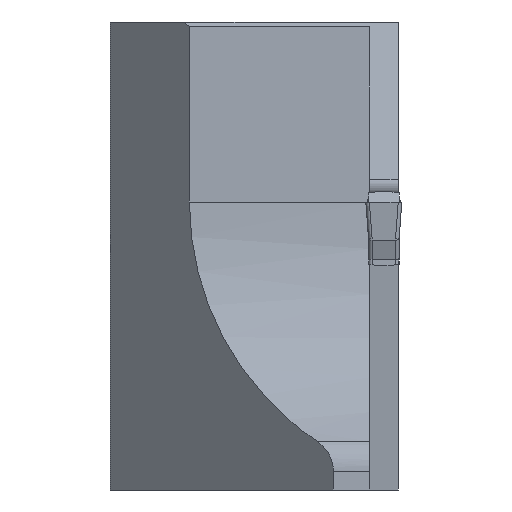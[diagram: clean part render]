
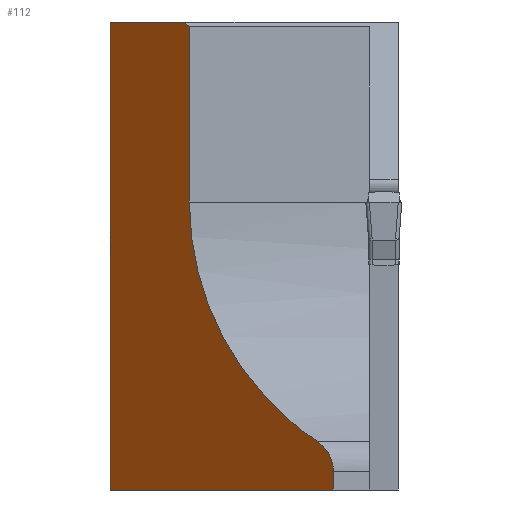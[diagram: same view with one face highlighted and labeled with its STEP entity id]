
A CAD part, left-side view. The second image highlights one B-rep face of the part: STEP entity #112.
In plain terms, the highlighted planar face has unit normal (-0.707, 0.707, 0).
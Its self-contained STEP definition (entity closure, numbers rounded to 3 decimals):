
#70=ELLIPSE('',#1275,2.828,2.);
#73=ELLIPSE('',#1295,22.627,16.);
#112=ADVANCED_FACE('',(#225),#176,.F.);
#176=PLANE('',#1299);
#225=FACE_OUTER_BOUND('',#293,.T.);
#293=EDGE_LOOP('',(#465,#466,#467,#468,#469,#470,#471,#472));
#465=ORIENTED_EDGE('',*,*,#870,.F.);
#466=ORIENTED_EDGE('',*,*,#873,.F.);
#467=ORIENTED_EDGE('',*,*,#848,.F.);
#468=ORIENTED_EDGE('',*,*,#866,.F.);
#469=ORIENTED_EDGE('',*,*,#841,.F.);
#470=ORIENTED_EDGE('',*,*,#837,.F.);
#471=ORIENTED_EDGE('',*,*,#833,.F.);
#472=ORIENTED_EDGE('',*,*,#836,.F.);
#720=VERTEX_POINT('',#1752);
#721=VERTEX_POINT('',#1754);
#722=VERTEX_POINT('',#1758);
#723=VERTEX_POINT('',#1762);
#725=VERTEX_POINT('',#1769);
#728=VERTEX_POINT('',#1780);
#729=VERTEX_POINT('',#1782);
#738=VERTEX_POINT('',#1824);
#833=EDGE_CURVE('',#720,#721,#1002,.T.);
#836=EDGE_CURVE('',#722,#720,#70,.T.);
#837=EDGE_CURVE('',#721,#723,#1005,.T.);
#841=EDGE_CURVE('',#723,#725,#1009,.T.);
#848=EDGE_CURVE('',#728,#729,#1016,.T.);
#866=EDGE_CURVE('',#725,#728,#1031,.T.);
#870=EDGE_CURVE('',#738,#722,#73,.T.);
#873=EDGE_CURVE('',#729,#738,#1036,.T.);
#1002=LINE('',#1753,#1145);
#1005=LINE('',#1761,#1148);
#1009=LINE('',#1768,#1152);
#1016=LINE('',#1781,#1159);
#1031=LINE('',#1817,#1174);
#1036=LINE('',#1831,#1179);
#1145=VECTOR('',#1401,1.);
#1148=VECTOR('',#1410,1.);
#1152=VECTOR('',#1416,1.);
#1159=VECTOR('',#1427,1.);
#1174=VECTOR('',#1466,1.);
#1179=VECTOR('',#1483,1.);
#1275=AXIS2_PLACEMENT_3D('',#1759,#1406,#1407);
#1295=AXIS2_PLACEMENT_3D('',#1825,#1476,#1477);
#1299=AXIS2_PLACEMENT_3D('',#1834,#1487,#1488);
#1401=DIRECTION('',(0.,0.,-1.));
#1406=DIRECTION('',(0.707,-0.707,0.));
#1407=DIRECTION('',(-0.707,-0.707,0.));
#1410=DIRECTION('',(0.707,0.707,0.));
#1416=DIRECTION('',(0.,0.,1.));
#1427=DIRECTION('',(-0.629,-0.629,-0.457));
#1466=DIRECTION('',(-0.707,-0.707,0.));
#1476=DIRECTION('',(-0.707,0.707,0.));
#1477=DIRECTION('',(-0.707,-0.707,0.));
#1483=DIRECTION('',(0.,0.,-1.));
#1487=DIRECTION('',(0.707,-0.707,0.));
#1488=DIRECTION('',(0.707,0.707,0.));
#1752=CARTESIAN_POINT('',(8.,3.6,-14.967));
#1753=CARTESIAN_POINT('',(8.,3.6,30.));
#1754=CARTESIAN_POINT('',(8.,3.6,-16.));
#1758=CARTESIAN_POINT('',(8.889,4.489,-13.304));
#1759=CARTESIAN_POINT('',(10.,5.6,-14.967));
#1761=CARTESIAN_POINT('',(20.4,16.,-16.));
#1762=CARTESIAN_POINT('',(20.4,16.,-16.));
#1768=CARTESIAN_POINT('',(20.4,16.,30.));
#1769=CARTESIAN_POINT('',(20.4,16.,10.));
#1780=CARTESIAN_POINT('',(16.359,11.959,10.));
#1781=CARTESIAN_POINT('',(25.305,20.905,16.499));
#1782=CARTESIAN_POINT('',(16.,11.6,9.739));
#1817=CARTESIAN_POINT('',(20.4,16.,10.));
#1824=CARTESIAN_POINT('',(16.,11.6,0.));
#1825=CARTESIAN_POINT('',(0.,-4.4,0.));
#1831=CARTESIAN_POINT('',(16.,11.6,30.));
#1834=CARTESIAN_POINT('',(20.4,16.,30.));
